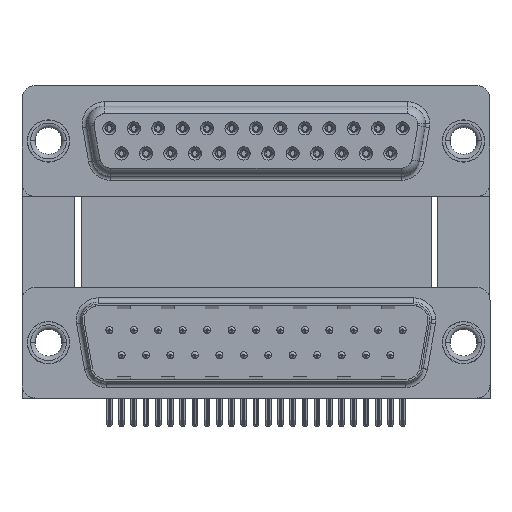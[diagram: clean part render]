
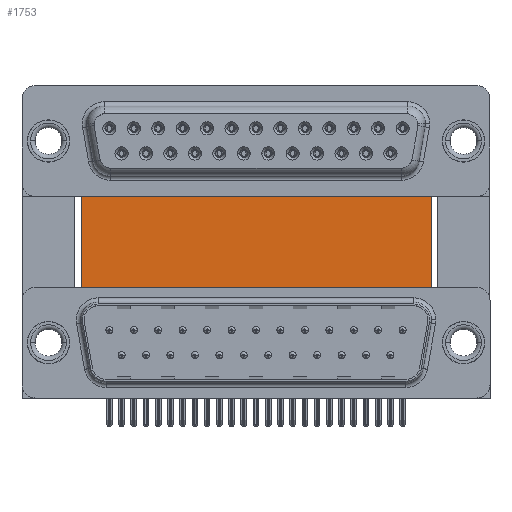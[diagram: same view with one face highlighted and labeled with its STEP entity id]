
A CAD part, top view. The second image highlights one B-rep face of the part: STEP entity #1753.
In plain terms, the highlighted planar face has unit normal (0, 0, 1).
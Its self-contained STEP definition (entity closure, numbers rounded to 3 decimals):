
#7 = FACE_OUTER_BOUND ( 'NONE', #25721, .T. ) ;
#1753 = ADVANCED_FACE ( 'NONE', ( #7 ), #23386, .F. ) ;
#6899 = CARTESIAN_POINT ( 'NONE',  ( 3.79, -3.735, -12. ) ) ;
#7239 = VECTOR ( 'NONE', #34214, 1000. ) ;
#7435 = CARTESIAN_POINT ( 'NONE',  ( 3.79, 16.585, -12. ) ) ;
#7577 = LINE ( 'NONE', #36752, #33546 ) ;
#8983 = LINE ( 'NONE', #45351, #7239 ) ;
#11254 = EDGE_CURVE ( 'NONE', #18058, #43904, #31041, .T. ) ;
#11460 = VECTOR ( 'NONE', #51201, 1000. ) ;
#13234 = EDGE_CURVE ( 'NONE', #30064, #46910, #8983, .T. ) ;
#13726 = EDGE_CURVE ( 'NONE', #46910, #43904, #7577, .T. ) ;
#18058 = VERTEX_POINT ( 'NONE', #51340 ) ;
#22161 = AXIS2_PLACEMENT_3D ( 'NONE', #7435, #23657, #39828 ) ;
#22313 = CARTESIAN_POINT ( 'NONE',  ( 3.79, 16.585, -12. ) ) ;
#23386 = PLANE ( 'NONE',  #22161 ) ;
#23657 = DIRECTION ( 'NONE',  ( 0., 0., -1. ) ) ;
#23798 = DIRECTION ( 'NONE',  ( 0., -1., 0. ) ) ;
#25721 = EDGE_LOOP ( 'NONE', ( #49440, #51584, #30263, #32225 ) ) ;
#29267 = LINE ( 'NONE', #34060, #32588 ) ;
#29794 = DIRECTION ( 'NONE',  ( 0., -1., 0. ) ) ;
#30064 = VERTEX_POINT ( 'NONE', #22313 ) ;
#30263 = ORIENTED_EDGE ( 'NONE', *, *, #13234, .F. ) ;
#31041 = LINE ( 'NONE', #6899, #11460 ) ;
#32225 = ORIENTED_EDGE ( 'NONE', *, *, #45768, .T. ) ;
#32588 = VECTOR ( 'NONE', #29794, 1000. ) ;
#33546 = VECTOR ( 'NONE', #23798, 1000. ) ;
#34060 = CARTESIAN_POINT ( 'NONE',  ( 3.79, 16.585, -12. ) ) ;
#34214 = DIRECTION ( 'NONE',  ( 1., 0., 0. ) ) ;
#34426 = CARTESIAN_POINT ( 'NONE',  ( 43.43, 16.585, -12. ) ) ;
#36752 = CARTESIAN_POINT ( 'NONE',  ( 43.43, 16.585, -12. ) ) ;
#39828 = DIRECTION ( 'NONE',  ( -1., 0., 0. ) ) ;
#43904 = VERTEX_POINT ( 'NONE', #51700 ) ;
#45351 = CARTESIAN_POINT ( 'NONE',  ( 3.79, 16.585, -12. ) ) ;
#45768 = EDGE_CURVE ( 'NONE', #30064, #18058, #29267, .T. ) ;
#46910 = VERTEX_POINT ( 'NONE', #34426 ) ;
#49440 = ORIENTED_EDGE ( 'NONE', *, *, #11254, .T. ) ;
#51201 = DIRECTION ( 'NONE',  ( 1., 0., 0. ) ) ;
#51340 = CARTESIAN_POINT ( 'NONE',  ( 3.79, -3.735, -12. ) ) ;
#51584 = ORIENTED_EDGE ( 'NONE', *, *, #13726, .F. ) ;
#51700 = CARTESIAN_POINT ( 'NONE',  ( 43.43, -3.735, -12. ) ) ;
